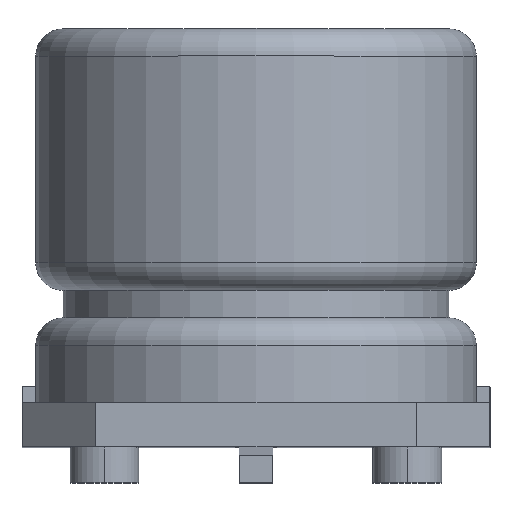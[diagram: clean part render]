
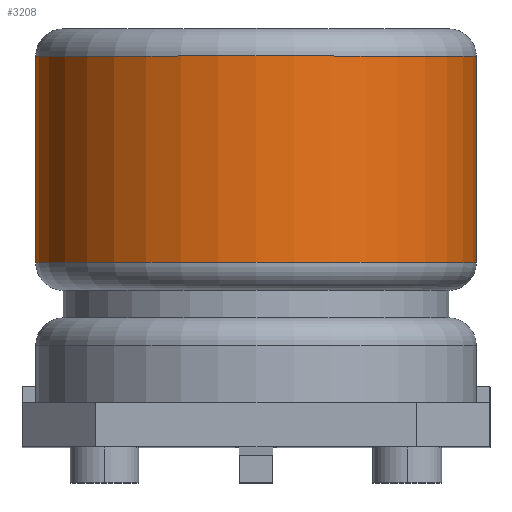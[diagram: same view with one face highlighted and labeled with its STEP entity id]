
A CAD part, top view. The second image highlights one B-rep face of the part: STEP entity #3208.
In plain terms, the highlighted cylindrical face has radius 8 mm (diameter 16 mm), a partial arc.
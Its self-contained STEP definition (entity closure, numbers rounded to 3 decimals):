
#122 = VERTEX_POINT ( 'NONE', #2155 ) ;
#163 = DIRECTION ( 'NONE',  ( 0., -1., 0. ) ) ;
#282 = VECTOR ( 'NONE', #2495, 1000. ) ;
#303 = VERTEX_POINT ( 'NONE', #3919 ) ;
#564 = DIRECTION ( 'NONE',  ( 0., -1., 0. ) ) ;
#808 = AXIS2_PLACEMENT_3D ( 'NONE', #889, #564, #1901 ) ;
#836 = FACE_OUTER_BOUND ( 'NONE', #3558, .T. ) ;
#889 = CARTESIAN_POINT ( 'NONE',  ( 0., 13.2, 0. ) ) ;
#1069 = EDGE_CURVE ( 'NONE', #1981, #122, #3339, .T. ) ;
#1122 = DIRECTION ( 'NONE',  ( 0., 0., -1. ) ) ;
#1173 = LINE ( 'NONE', #2142, #1436 ) ;
#1328 = DIRECTION ( 'NONE',  ( 0., 0., -1. ) ) ;
#1436 = VECTOR ( 'NONE', #4072, 1000. ) ;
#1901 = DIRECTION ( 'NONE',  ( 0., 0., 1. ) ) ;
#1904 = AXIS2_PLACEMENT_3D ( 'NONE', #2635, #2605, #1328 ) ;
#1936 = AXIS2_PLACEMENT_3D ( 'NONE', #3713, #163, #1122 ) ;
#1981 = VERTEX_POINT ( 'NONE', #2471 ) ;
#1997 = EDGE_CURVE ( 'NONE', #2902, #122, #2479, .T. ) ;
#2030 = CARTESIAN_POINT ( 'NONE',  ( 0., 13.2, 8. ) ) ;
#2142 = CARTESIAN_POINT ( 'NONE',  ( 0., 14.2, -8. ) ) ;
#2155 = CARTESIAN_POINT ( 'NONE',  ( 0., 5.7, 8. ) ) ;
#2315 = ORIENTED_EDGE ( 'NONE', *, *, #4116, .T. ) ;
#2471 = CARTESIAN_POINT ( 'NONE',  ( 0., 5.7, -8. ) ) ;
#2479 = LINE ( 'NONE', #2504, #282 ) ;
#2495 = DIRECTION ( 'NONE',  ( 0., -1., 0. ) ) ;
#2504 = CARTESIAN_POINT ( 'NONE',  ( 0., 14.2, 8. ) ) ;
#2605 = DIRECTION ( 'NONE',  ( 0., -1., 0. ) ) ;
#2635 = CARTESIAN_POINT ( 'NONE',  ( 0., 14.2, 0. ) ) ;
#2662 = CIRCLE ( 'NONE', #808, 8. ) ;
#2902 = VERTEX_POINT ( 'NONE', #2030 ) ;
#2919 = CYLINDRICAL_SURFACE ( 'NONE', #1904, 8. ) ;
#3208 = ADVANCED_FACE ( 'NONE', ( #836 ), #2919, .T. ) ;
#3271 = ORIENTED_EDGE ( 'NONE', *, *, #1997, .T. ) ;
#3339 = CIRCLE ( 'NONE', #1936, 8. ) ;
#3558 = EDGE_LOOP ( 'NONE', ( #2315, #3271, #4199, #3610 ) ) ;
#3610 = ORIENTED_EDGE ( 'NONE', *, *, #3915, .F. ) ;
#3713 = CARTESIAN_POINT ( 'NONE',  ( 0., 5.7, 0. ) ) ;
#3915 = EDGE_CURVE ( 'NONE', #303, #1981, #1173, .T. ) ;
#3919 = CARTESIAN_POINT ( 'NONE',  ( 0., 13.2, -8. ) ) ;
#4072 = DIRECTION ( 'NONE',  ( 0., -1., 0. ) ) ;
#4116 = EDGE_CURVE ( 'NONE', #303, #2902, #2662, .T. ) ;
#4199 = ORIENTED_EDGE ( 'NONE', *, *, #1069, .F. ) ;
